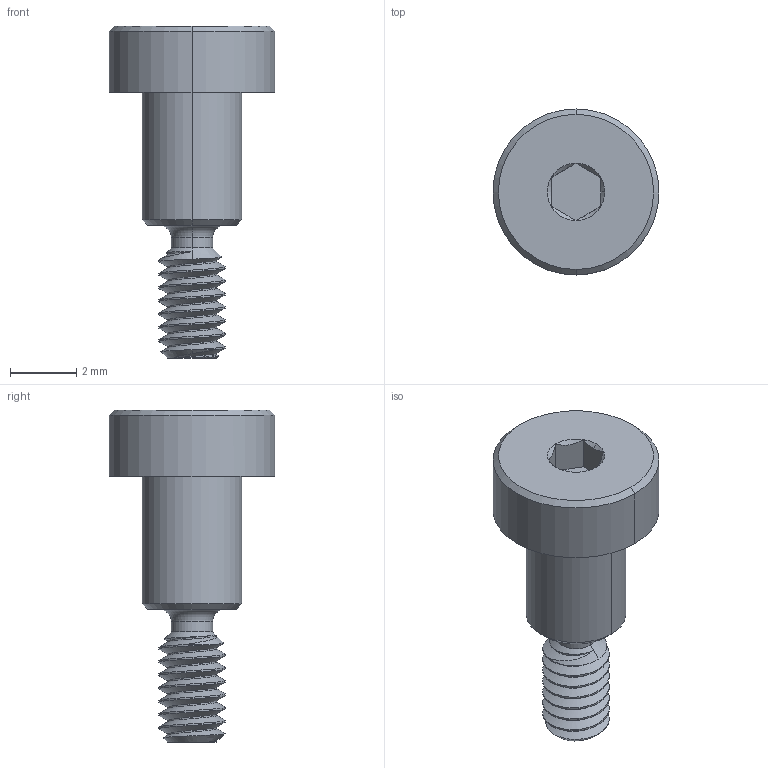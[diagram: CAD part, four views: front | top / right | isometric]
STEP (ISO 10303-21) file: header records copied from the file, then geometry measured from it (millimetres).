
FILE_DESCRIPTION (( 'STEP AP203' ), '1' );
FILE_NAME ('90278A433.STEP', '2018-01-12T17:06:04', ( '' ), ( '' ), 'SwSTEP 2.0', 'SolidWorks 2014', '' );
FILE_SCHEMA (( 'CONFIG_CONTROL_DESIGN' ));
Length unit declared in the file: millimetre
Products named in the file (1): 90278A433
Bounding box: 5 x 5 x 10 mm (x, y, z)
Volume: 74 mm3; surface area: 144.2 mm2
Topology: 1 solids, 1 shells, 52 faces, 120 edges, 73 vertices
Faces by surface type: cylinder 20, cone 16, plane 11, bspline 3, torus 2
Entity records: 2670 total; most frequent: CARTESIAN_POINT 1532, ORIENTED_EDGE 240, DIRECTION 202, EDGE_CURVE 120, AXIS2_PLACEMENT_3D 81, VERTEX_POINT 73, EDGE_LOOP 55, FACE_OUTER_BOUND 52
